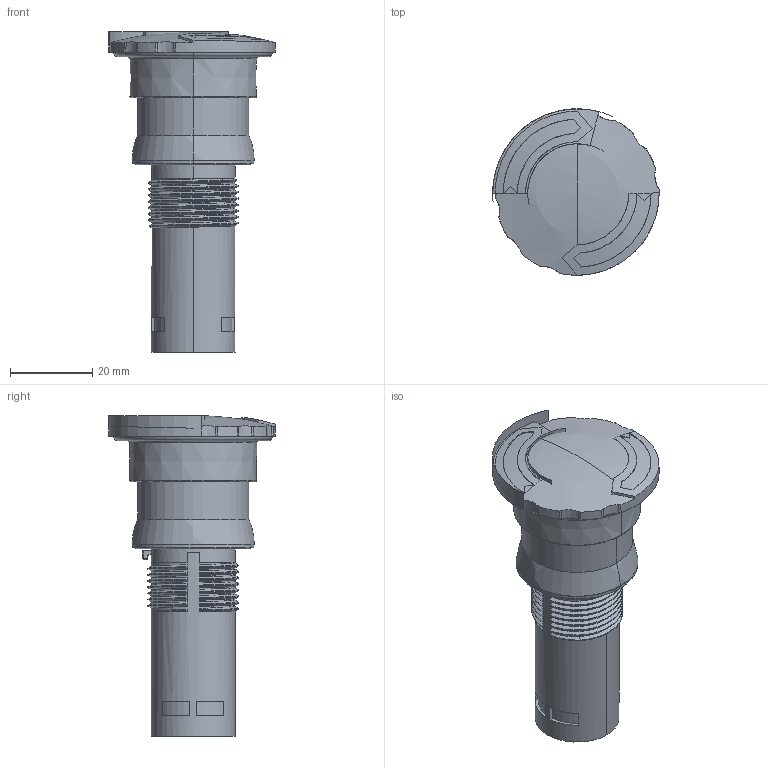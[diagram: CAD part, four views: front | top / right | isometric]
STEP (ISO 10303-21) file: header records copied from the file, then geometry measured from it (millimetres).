
FILE_DESCRIPTION((''),'2;1');
FILE_NAME('800FD_MT4','2009-03-09T',('abschul1'),('Rockwell Automation'),'PRO/ENGINEER BY PARAMETRIC TECHNOLOGY CORPORATION, 2004320','PRO/ENGINEER BY PARAMETRIC TECHNOLOGY CORPORATION, 2004320','');
FILE_SCHEMA(('CONFIG_CONTROL_DESIGN'));
Length unit declared in the file: millimetre
Products named in the file (1): 800FD_MT4
Bounding box: 40.36 x 40.37 x 77.8 mm (x, y, z)
Volume: 27961.2 mm3; surface area: 12991.9 mm2
Topology: 1 solids, 5 shells, 355 faces, 960 edges, 631 vertices
Faces by surface type: plane 168, cylinder 92, bspline 65, cone 18, torus 8, sphere 4
Entity records: 21592 total; most frequent: CARTESIAN_POINT 13006, ORIENTED_EDGE 1904, DIRECTION 1598, EDGE_CURVE 958, VERTEX_POINT 631, AXIS2_PLACEMENT_3D 577, VECTOR 444, LINE 444
